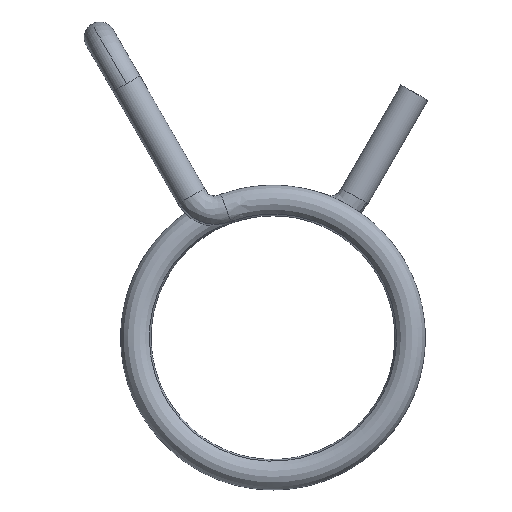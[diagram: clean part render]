
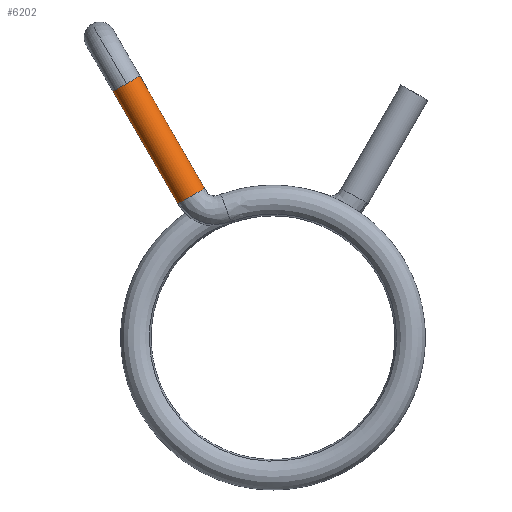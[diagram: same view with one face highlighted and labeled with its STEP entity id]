
A CAD part, top view. The second image highlights one B-rep face of the part: STEP entity #6202.
In plain terms, the highlighted cylindrical face has radius 0.9 mm (diameter 1.8 mm), a partial arc.
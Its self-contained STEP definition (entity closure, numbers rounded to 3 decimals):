
#3 = ORIENTED_EDGE ( 'NONE', *, *, #5690, .T. ) ;
#12 = LINE ( 'NONE', #4453, #1236 ) ;
#120 = AXIS2_PLACEMENT_3D ( 'NONE', #2917, #2813, #1841 ) ;
#458 = CIRCLE ( 'NONE', #4729, 0.9 ) ;
#490 = EDGE_CURVE ( 'NONE', #6935, #2892, #6320, .T. ) ;
#549 = DIRECTION ( 'NONE',  ( 0.75, 0.433, -0.5 ) ) ;
#681 = AXIS2_PLACEMENT_3D ( 'NONE', #3650, #2647, #3120 ) ;
#773 = DIRECTION ( 'NONE',  ( 0.5, -0.866, 0. ) ) ;
#912 = VERTEX_POINT ( 'NONE', #6455 ) ;
#996 = EDGE_LOOP ( 'NONE', ( #5739, #5834, #3, #3342, #5744, #6583 ) ) ;
#1072 = DIRECTION ( 'NONE',  ( 0.866, 0.5, 0. ) ) ;
#1236 = VECTOR ( 'NONE', #3797, 1000. ) ;
#1366 = EDGE_CURVE ( 'NONE', #3108, #3298, #458, .T. ) ;
#1521 = CARTESIAN_POINT ( 'NONE',  ( -7.721, 15.172, 3.1 ) ) ;
#1670 = CIRCLE ( 'NONE', #5036, 0.9 ) ;
#1698 = CARTESIAN_POINT ( 'NONE',  ( -3.962, 8.652, 3.1 ) ) ;
#1777 = CARTESIAN_POINT ( 'NONE',  ( -9.279, 14.272, 3.1 ) ) ;
#1841 = DIRECTION ( 'NONE',  ( 0.75, 0.433, -0.5 ) ) ;
#1850 = DIRECTION ( 'NONE',  ( 0.5, -0.866, 0. ) ) ;
#2003 = DIRECTION ( 'NONE',  ( 0.75, 0.433, -0.5 ) ) ;
#2647 = DIRECTION ( 'NONE',  ( 0.5, -0.866, 0. ) ) ;
#2707 = EDGE_CURVE ( 'NONE', #6935, #3108, #12, .T. ) ;
#2813 = DIRECTION ( 'NONE',  ( 0.5, -0.866, 0. ) ) ;
#2892 = VERTEX_POINT ( 'NONE', #3029 ) ;
#2917 = CARTESIAN_POINT ( 'NONE',  ( -8.5, 14.722, 3.1 ) ) ;
#3029 = CARTESIAN_POINT ( 'NONE',  ( -8.5, 14.722, 4. ) ) ;
#3108 = VERTEX_POINT ( 'NONE', #1698 ) ;
#3120 = DIRECTION ( 'NONE',  ( 0.75, 0.433, -0.5 ) ) ;
#3193 = EDGE_CURVE ( 'NONE', #3298, #912, #6857, .T. ) ;
#3250 = AXIS2_PLACEMENT_3D ( 'NONE', #4630, #1850, #1072 ) ;
#3298 = VERTEX_POINT ( 'NONE', #5391 ) ;
#3342 = ORIENTED_EDGE ( 'NONE', *, *, #3193, .F. ) ;
#3650 = CARTESIAN_POINT ( 'NONE',  ( -4.737, 8.205, 3.1 ) ) ;
#3776 = VECTOR ( 'NONE', #4260, 1000. ) ;
#3797 = DIRECTION ( 'NONE',  ( 0.5, -0.866, 0. ) ) ;
#3949 = VERTEX_POINT ( 'NONE', #1777 ) ;
#4108 = FACE_OUTER_BOUND ( 'NONE', #996, .T. ) ;
#4260 = DIRECTION ( 'NONE',  ( 0.5, -0.866, 0. ) ) ;
#4390 = CARTESIAN_POINT ( 'NONE',  ( -8.5, 14.722, 3.1 ) ) ;
#4453 = CARTESIAN_POINT ( 'NONE',  ( -7.721, 15.172, 3.1 ) ) ;
#4630 = CARTESIAN_POINT ( 'NONE',  ( -8.5, 14.722, 3.1 ) ) ;
#4729 = AXIS2_PLACEMENT_3D ( 'NONE', #5707, #773, #2003 ) ;
#5036 = AXIS2_PLACEMENT_3D ( 'NONE', #4390, #5486, #549 ) ;
#5391 = CARTESIAN_POINT ( 'NONE',  ( -5.412, 7.815, 3.55 ) ) ;
#5486 = DIRECTION ( 'NONE',  ( 0.5, -0.866, 0. ) ) ;
#5690 = EDGE_CURVE ( 'NONE', #3949, #912, #5850, .T. ) ;
#5707 = CARTESIAN_POINT ( 'NONE',  ( -4.737, 8.205, 3.1 ) ) ;
#5739 = ORIENTED_EDGE ( 'NONE', *, *, #490, .T. ) ;
#5744 = ORIENTED_EDGE ( 'NONE', *, *, #1366, .F. ) ;
#5831 = CYLINDRICAL_SURFACE ( 'NONE', #3250, 0.9 ) ;
#5834 = ORIENTED_EDGE ( 'NONE', *, *, #6734, .T. ) ;
#5850 = LINE ( 'NONE', #5996, #3776 ) ;
#5996 = CARTESIAN_POINT ( 'NONE',  ( -9.279, 14.272, 3.1 ) ) ;
#6202 = ADVANCED_FACE ( 'NONE', ( #4108 ), #5831, .T. ) ;
#6320 = CIRCLE ( 'NONE', #120, 0.9 ) ;
#6455 = CARTESIAN_POINT ( 'NONE',  ( -5.512, 7.758, 3.1 ) ) ;
#6583 = ORIENTED_EDGE ( 'NONE', *, *, #2707, .F. ) ;
#6734 = EDGE_CURVE ( 'NONE', #2892, #3949, #1670, .T. ) ;
#6857 = CIRCLE ( 'NONE', #681, 0.9 ) ;
#6935 = VERTEX_POINT ( 'NONE', #1521 ) ;
